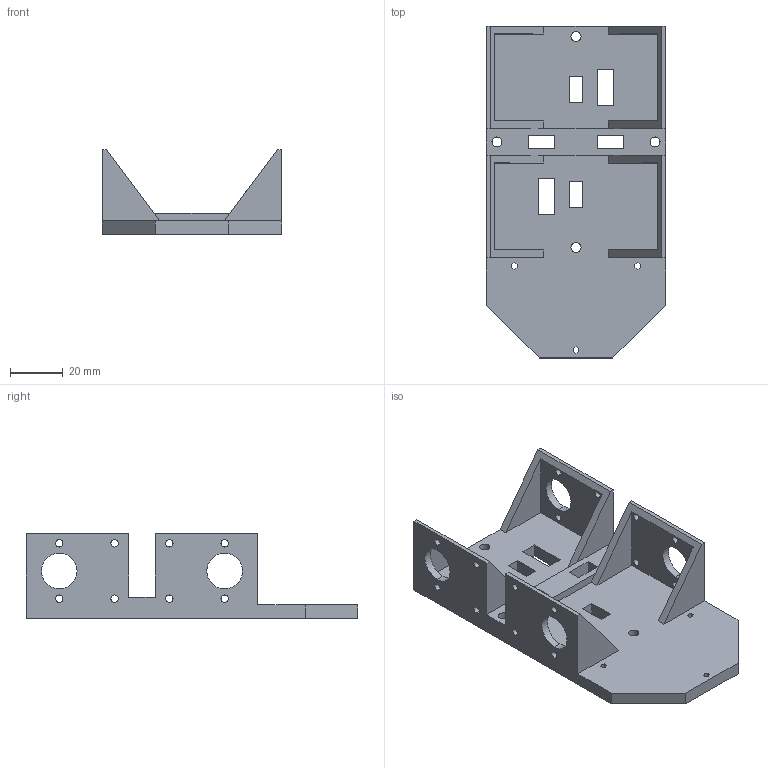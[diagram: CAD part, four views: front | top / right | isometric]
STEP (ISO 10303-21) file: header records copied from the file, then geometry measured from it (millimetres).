
FILE_DESCRIPTION (( 'STEP AP214' ), '1' );
FILE_NAME ('wheel_frame.STEP', '2024-12-07T22:16:35', ( '' ), ( '' ), 'SwSTEP 2.0', 'SolidWorks 2024', '' );
FILE_SCHEMA (( 'AUTOMOTIVE_DESIGN' ));
Length unit declared in the file: millimetre
Products named in the file (1): wheel_frame
Bounding box: 68 x 126 x 32 mm (x, y, z)
Volume: 56368.6 mm3; surface area: 30816.9 mm2
Topology: 1 solids, 1 shells, 128 faces, 374 edges, 248 vertices
Faces by surface type: plane 80, cylinder 48
Entity records: 4397 total; most frequent: CARTESIAN_POINT 751, ORIENTED_EDGE 748, DIRECTION 728, EDGE_CURVE 374, LINE 278, VECTOR 278, VERTEX_POINT 248, AXIS2_PLACEMENT_3D 225
